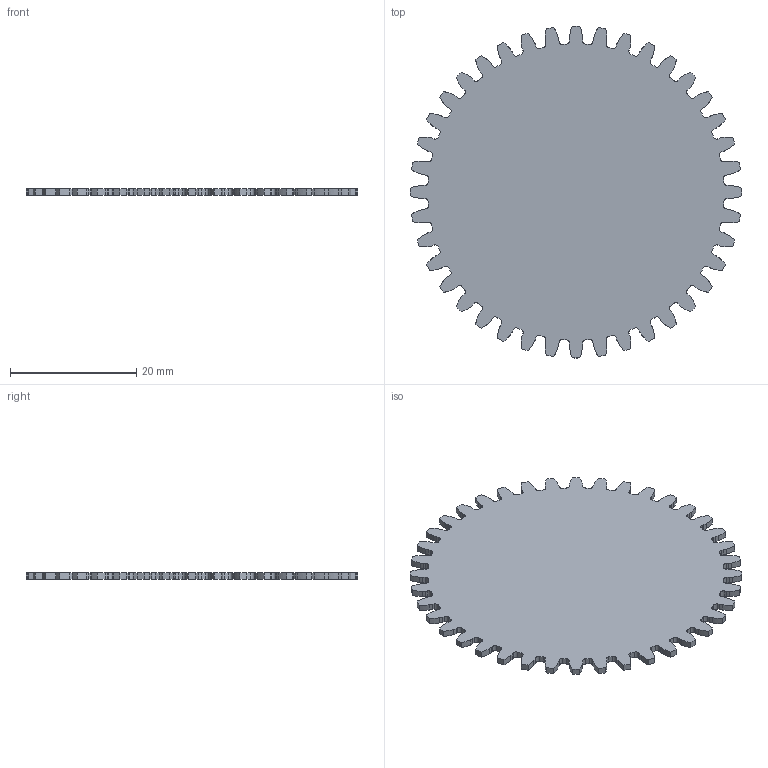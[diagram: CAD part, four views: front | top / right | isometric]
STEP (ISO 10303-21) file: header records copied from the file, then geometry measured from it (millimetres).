
FILE_DESCRIPTION(('FreeCAD Model'),'2;1');
FILE_NAME( 'Gear_40_m125ext.step', '2017-01-17T13:08:32',('Author'),(''), 'Open CASCADE STEP processor 6.8','FreeCAD','Unknown');
FILE_SCHEMA(('CONFIG_CONTROL_DESIGN','SHAPE_APPEARANCE_LAYER_MIM'));
Length unit declared in the file: inch
Products named in the file (2): ASSEMBLY; fc_N40_m125e
Assembly tree (1 placements, depth 2):
  ASSEMBLY
    fc_N40_m125e
Bounding box: 52.5 x 52.5 x 1 mm (x, y, z)
Volume: 1942 mm3; surface area: 4210.6 mm2
Topology: 1 solids, 1 shells, 402 faces, 1200 edges, 800 vertices
Faces by surface type: extrusion 160, cylinder 160, plane 82
Entity records: 30833 total; most frequent: CARTESIAN_POINT 8164, DIRECTION 3768, VECTOR 2480, ORIENTED_EDGE 2400, PCURVE 2400, DEFINITIONAL_REPRESENTATION 2400, LINE 2320, EDGE_CURVE 1200
